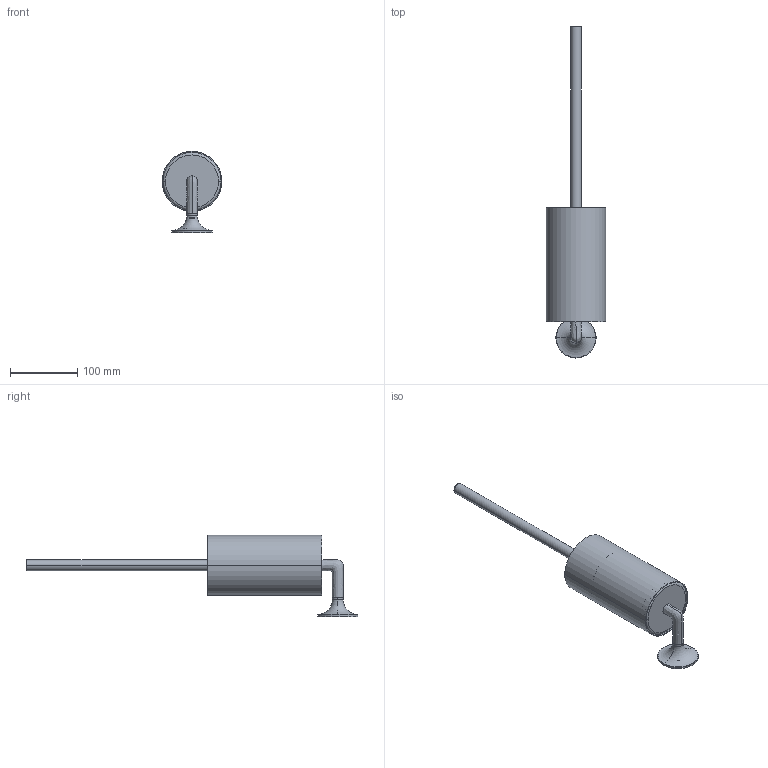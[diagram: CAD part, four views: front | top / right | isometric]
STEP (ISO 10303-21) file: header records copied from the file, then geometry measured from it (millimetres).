
FILE_DESCRIPTION (( 'STEP AP203' ), '1' );
FILE_NAME ('踢扽鎮肭戚.STEP', '2024-09-14T01:02:30', ( '' ), ( '' ), 'SwSTEP 2.0', 'SolidWorks 2023', '' );
FILE_SCHEMA (( 'CONFIG_CONTROL_DESIGN' ));
Length unit declared in the file: millimetre
Products named in the file (9): 马桶刷子; 金属马桶杯支架; 通用垫圈; 通用安装板; 通用台阶垫圈; 金属杯; 通用连接轴; 通用底座; 金属马桶杯
Assembly tree (8 placements, depth 2):
  金属马桶杯
    通用底座
    通用垫圈
    通用台阶垫圈
    通用连接轴
    通用安装板
    金属马桶杯支架
    金属杯
    马桶刷子
Bounding box: 89 x 493.5 x 120.6 mm (x, y, z)
Volume: 454834 mm3; surface area: 221499.3 mm2
Topology: 8 solids, 8 shells, 480 faces, 1271 edges, 831 vertices
Faces by surface type: cylinder 217, plane 194, cone 33, bspline 20, torus 16
Entity records: 24435 total; most frequent: CARTESIAN_POINT 12283, ORIENTED_EDGE 2538, DIRECTION 2152, EDGE_CURVE 1269, AXIS2_PLACEMENT_3D 837, VERTEX_POINT 831, EDGE_LOOP 518, FACE_OUTER_BOUND 480
